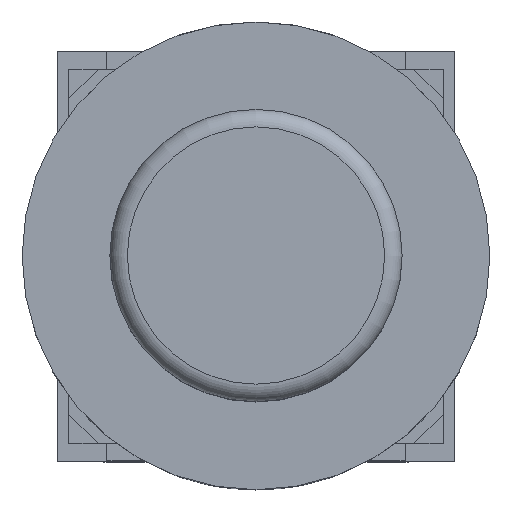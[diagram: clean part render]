
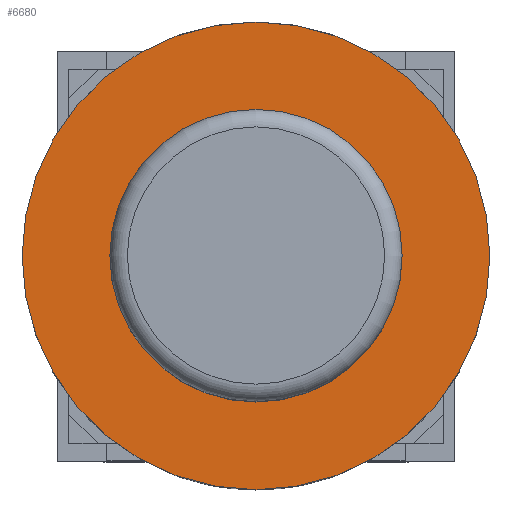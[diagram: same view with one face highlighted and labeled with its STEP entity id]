
A CAD part, top view. The second image highlights one B-rep face of the part: STEP entity #6680.
In plain terms, the highlighted planar face has unit normal (0, 0, 1).
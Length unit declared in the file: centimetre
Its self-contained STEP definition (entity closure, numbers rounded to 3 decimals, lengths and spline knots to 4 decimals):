
#58=PLANE('',#7087);
#344=FACE_BOUND('',#754,.T.);
#388=FACE_OUTER_BOUND('',#753,.T.);
#753=EDGE_LOOP('',(#4722));
#754=EDGE_LOOP('',(#4723));
#2787=CIRCLE('',#7058,0.25);
#2799=CIRCLE('',#7086,0.4);
#2970=VERTEX_POINT('',#9508);
#2988=VERTEX_POINT('',#9576);
#3632=EDGE_CURVE('',#2970,#2970,#2787,.T.);
#3665=EDGE_CURVE('',#2988,#2988,#2799,.T.);
#4722=ORIENTED_EDGE('',*,*,#3665,.T.);
#4723=ORIENTED_EDGE('',*,*,#3632,.F.);
#6680=ADVANCED_FACE('',(#388,#344),#58,.T.);
#7058=AXIS2_PLACEMENT_3D('',#9510,#7620,#7621);
#7086=AXIS2_PLACEMENT_3D('',#9577,#7697,#7698);
#7087=AXIS2_PLACEMENT_3D('',#9580,#7701,#7702);
#7620=DIRECTION('center_axis',(0.,0.,
1.));
#7621=DIRECTION('ref_axis',(0.,1.,0.));
#7697=DIRECTION('center_axis',(0.,0.,
1.));
#7698=DIRECTION('ref_axis',(0.,1.,0.));
#7701=DIRECTION('center_axis',(0.,0.,
1.));
#7702=DIRECTION('ref_axis',(-1.,0.,0.));
#9508=CARTESIAN_POINT('',(0.,-0.25,0.73));
#9510=CARTESIAN_POINT('Origin',(0.,0.,
0.73));
#9576=CARTESIAN_POINT('',(0.,-0.4,0.73));
#9577=CARTESIAN_POINT('Origin',(0.,0.,
0.73));
#9580=CARTESIAN_POINT('Origin',(0.,0.325,0.73));
